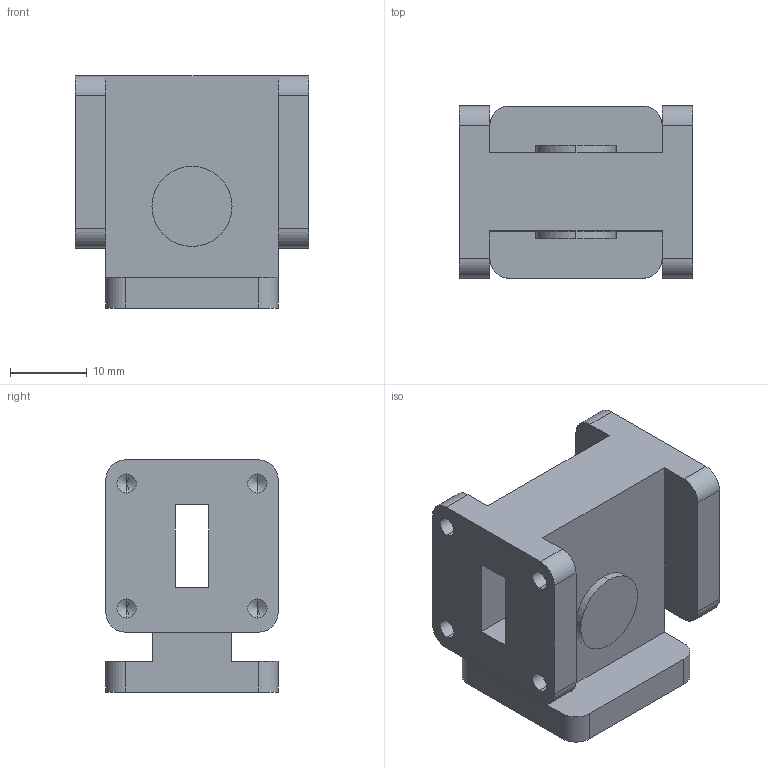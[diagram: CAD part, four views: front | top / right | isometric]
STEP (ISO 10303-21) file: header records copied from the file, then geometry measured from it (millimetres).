
FILE_DESCRIPTION (( 'STEP AP214' ), '1' );
FILE_NAME ('FM-W42CR001_3D.step', '2023-03-08T20:48:24', ( '' ), ( '' ), 'SwSTEP 2.0', 'SolidWorks 2022', '' );
FILE_SCHEMA (( 'AUTOMOTIVE_DESIGN' ));
Length unit declared in the file: inch
Products named in the file (1): FM-W42CR001_3D
Bounding box: 30.4 x 22.4 x 30.2 mm (x, y, z)
Volume: 9866.5 mm3; surface area: 6296.1 mm2
Topology: 1 solids, 1 shells, 95 faces, 248 edges, 144 vertices
Faces by surface type: cylinder 40, plane 31, cone 24
Entity records: 3090 total; most frequent: DIRECTION 496, CARTESIAN_POINT 464, ORIENTED_EDGE 448, EDGE_CURVE 224, AXIS2_PLACEMENT_3D 176, VECTOR 144, LINE 144, VERTEX_POINT 144
